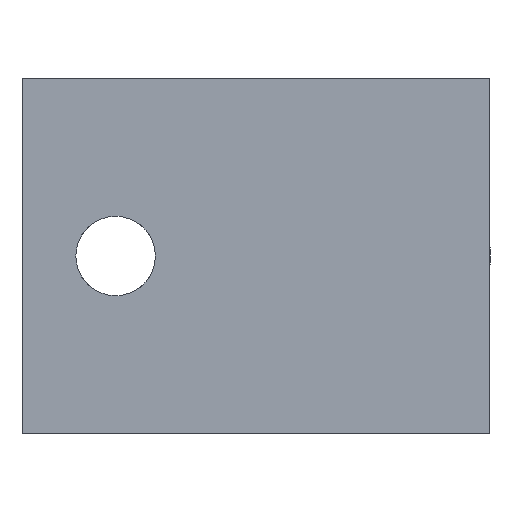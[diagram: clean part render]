
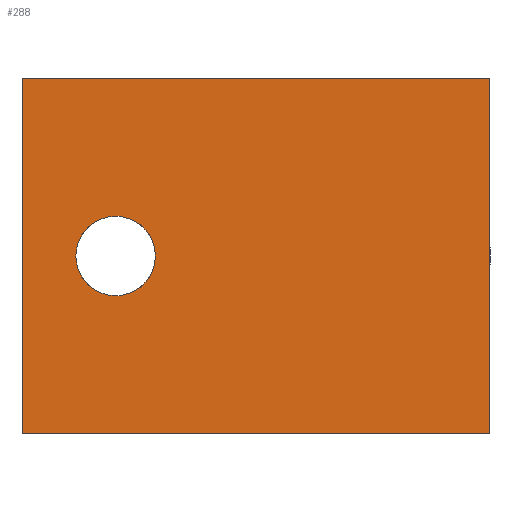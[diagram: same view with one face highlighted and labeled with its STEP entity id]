
A CAD part, front view. The second image highlights one B-rep face of the part: STEP entity #288.
In plain terms, the highlighted planar face has unit normal (0, -1, 0).
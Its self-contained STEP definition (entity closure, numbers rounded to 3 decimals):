
#9 = LINE ( 'NONE', #1355, #1037 ) ;
#36 = CARTESIAN_POINT ( 'NONE',  ( -50., 0., -19. ) ) ;
#43 = FACE_OUTER_BOUND ( 'NONE', #132, .T. ) ;
#93 = VECTOR ( 'NONE', #636, 1000. ) ;
#101 = CARTESIAN_POINT ( 'NONE',  ( -40., 0., 0. ) ) ;
#132 = EDGE_LOOP ( 'NONE', ( #1160, #1342, #975, #286 ) ) ;
#142 = AXIS2_PLACEMENT_3D ( 'NONE', #101, #427, #435 ) ;
#145 = CARTESIAN_POINT ( 'NONE',  ( -50., 0., 19. ) ) ;
#170 = ORIENTED_EDGE ( 'NONE', *, *, #178, .T. ) ;
#178 = EDGE_CURVE ( 'NONE', #656, #1204, #736, .T. ) ;
#199 = EDGE_CURVE ( 'NONE', #722, #417, #651, .T. ) ;
#213 = CARTESIAN_POINT ( 'NONE',  ( 0., 0., 19. ) ) ;
#247 = DIRECTION ( 'NONE',  ( 0., 1., 0. ) ) ;
#259 = VERTEX_POINT ( 'NONE', #340 ) ;
#286 = ORIENTED_EDGE ( 'NONE', *, *, #1241, .T. ) ;
#288 = ADVANCED_FACE ( 'NONE', ( #561, #43 ), #980, .F. ) ;
#340 = CARTESIAN_POINT ( 'NONE',  ( -50., 0., 19. ) ) ;
#348 = VECTOR ( 'NONE', #1294, 1000. ) ;
#359 = VERTEX_POINT ( 'NONE', #36 ) ;
#384 = CARTESIAN_POINT ( 'NONE',  ( -50., 0., 19. ) ) ;
#389 = VECTOR ( 'NONE', #1031, 1000. ) ;
#414 = EDGE_CURVE ( 'NONE', #259, #722, #671, .T. ) ;
#417 = VERTEX_POINT ( 'NONE', #791 ) ;
#427 = DIRECTION ( 'NONE',  ( 0., 1., 0. ) ) ;
#435 = DIRECTION ( 'NONE',  ( -1., 0., 0. ) ) ;
#449 = CARTESIAN_POINT ( 'NONE',  ( 0., 0., 19. ) ) ;
#461 = ORIENTED_EDGE ( 'NONE', *, *, #1070, .T. ) ;
#465 = DIRECTION ( 'NONE',  ( 0., 1., 0. ) ) ;
#559 = DIRECTION ( 'NONE',  ( 1., 0., 0. ) ) ;
#561 = FACE_BOUND ( 'NONE', #992, .T. ) ;
#586 = CIRCLE ( 'NONE', #626, 4.25 ) ;
#626 = AXIS2_PLACEMENT_3D ( 'NONE', #1178, #247, #1193 ) ;
#636 = DIRECTION ( 'NONE',  ( 0., 0., -1. ) ) ;
#651 = LINE ( 'NONE', #449, #93 ) ;
#656 = VERTEX_POINT ( 'NONE', #1059 ) ;
#671 = LINE ( 'NONE', #145, #348 ) ;
#705 = LINE ( 'NONE', #829, #389 ) ;
#722 = VERTEX_POINT ( 'NONE', #213 ) ;
#736 = CIRCLE ( 'NONE', #142, 4.25 ) ;
#779 = DIRECTION ( 'NONE',  ( -1., 0., 0. ) ) ;
#791 = CARTESIAN_POINT ( 'NONE',  ( 0., 0., -19. ) ) ;
#829 = CARTESIAN_POINT ( 'NONE',  ( -50., 0., 19. ) ) ;
#914 = EDGE_CURVE ( 'NONE', #359, #417, #9, .T. ) ;
#975 = ORIENTED_EDGE ( 'NONE', *, *, #414, .F. ) ;
#980 = PLANE ( 'NONE',  #981 ) ;
#981 = AXIS2_PLACEMENT_3D ( 'NONE', #384, #465, #779 ) ;
#992 = EDGE_LOOP ( 'NONE', ( #461, #170 ) ) ;
#1031 = DIRECTION ( 'NONE',  ( 0., 0., -1. ) ) ;
#1037 = VECTOR ( 'NONE', #559, 1000. ) ;
#1059 = CARTESIAN_POINT ( 'NONE',  ( -35.75, 0., 0. ) ) ;
#1070 = EDGE_CURVE ( 'NONE', #1204, #656, #586, .T. ) ;
#1160 = ORIENTED_EDGE ( 'NONE', *, *, #914, .T. ) ;
#1178 = CARTESIAN_POINT ( 'NONE',  ( -40., 0., 0. ) ) ;
#1193 = DIRECTION ( 'NONE',  ( -1., 0., 0. ) ) ;
#1204 = VERTEX_POINT ( 'NONE', #1318 ) ;
#1241 = EDGE_CURVE ( 'NONE', #259, #359, #705, .T. ) ;
#1294 = DIRECTION ( 'NONE',  ( 1., 0., 0. ) ) ;
#1318 = CARTESIAN_POINT ( 'NONE',  ( -44.25, 0., 0. ) ) ;
#1342 = ORIENTED_EDGE ( 'NONE', *, *, #199, .F. ) ;
#1355 = CARTESIAN_POINT ( 'NONE',  ( -50., 0., -19. ) ) ;
